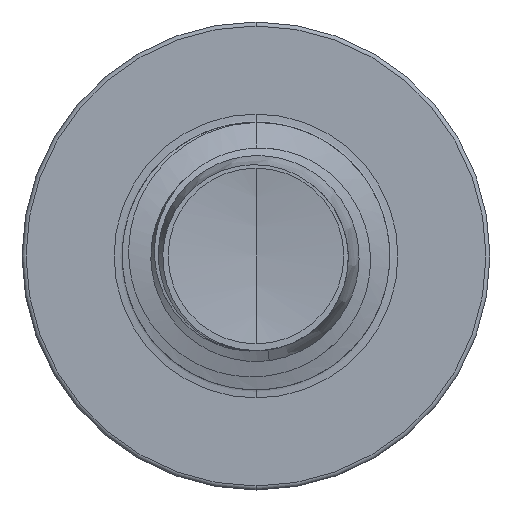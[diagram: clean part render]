
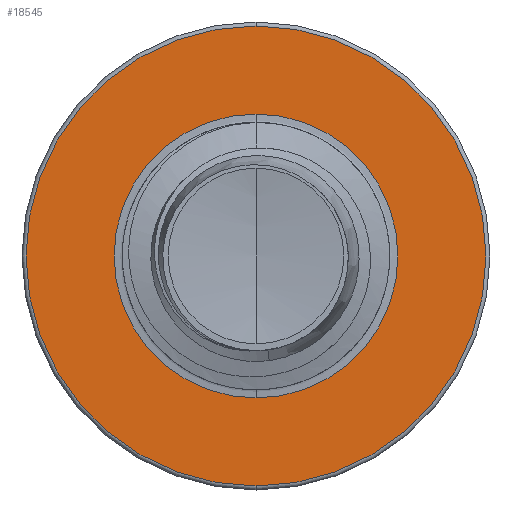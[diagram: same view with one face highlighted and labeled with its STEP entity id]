
A CAD part, front view. The second image highlights one B-rep face of the part: STEP entity #18545.
In plain terms, the highlighted planar face has unit normal (0, -1, 0).
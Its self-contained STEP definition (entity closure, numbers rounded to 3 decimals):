
#2193 = DIRECTION ( 'NONE',  ( 0., 0., 1. ) ) ;
#2201 = DIRECTION ( 'NONE',  ( 0., 1., 0. ) ) ;
#2227 = FACE_BOUND ( 'NONE', #15992, .T. ) ;
#2235 = CARTESIAN_POINT ( 'NONE',  ( 0., 9., 0. ) ) ;
#3007 = EDGE_CURVE ( 'NONE', #12265, #3425, #14025, .T. ) ;
#3425 = VERTEX_POINT ( 'NONE', #13389 ) ;
#4698 = EDGE_CURVE ( 'NONE', #14420, #10586, #10206, .T. ) ;
#5307 = ORIENTED_EDGE ( 'NONE', *, *, #18992, .T. ) ;
#8795 = EDGE_LOOP ( 'NONE', ( #10370, #14922 ) ) ;
#9132 = DIRECTION ( 'NONE',  ( 0., 0., 1. ) ) ;
#9172 = DIRECTION ( 'NONE',  ( 0., 1., 0. ) ) ;
#9222 = CARTESIAN_POINT ( 'NONE',  ( 0., 9., 0. ) ) ;
#10206 = CIRCLE ( 'NONE', #16423, 3.186 ) ;
#10370 = ORIENTED_EDGE ( 'NONE', *, *, #16303, .F. ) ;
#10586 = VERTEX_POINT ( 'NONE', #14144 ) ;
#10717 = AXIS2_PLACEMENT_3D ( 'NONE', #17485, #17470, #17457 ) ;
#11609 = AXIS2_PLACEMENT_3D ( 'NONE', #17860, #18870, #17316 ) ;
#12265 = VERTEX_POINT ( 'NONE', #14698 ) ;
#13380 = FACE_OUTER_BOUND ( 'NONE', #8795, .T. ) ;
#13389 = CARTESIAN_POINT ( 'NONE',  ( 0., 9., 5.16 ) ) ;
#13896 = CARTESIAN_POINT ( 'NONE',  ( 0., 9., 3.186 ) ) ;
#14025 = CIRCLE ( 'NONE', #11609, 5.16 ) ;
#14144 = CARTESIAN_POINT ( 'NONE',  ( 0., 9., -3.186 ) ) ;
#14420 = VERTEX_POINT ( 'NONE', #13896 ) ;
#14698 = CARTESIAN_POINT ( 'NONE',  ( 0., 9., -5.16 ) ) ;
#14922 = ORIENTED_EDGE ( 'NONE', *, *, #3007, .F. ) ;
#15792 = DIRECTION ( 'NONE',  ( 0., 0., 1. ) ) ;
#15811 = DIRECTION ( 'NONE',  ( 0., 1., 0. ) ) ;
#15817 = CARTESIAN_POINT ( 'NONE',  ( 0., 9., 0. ) ) ;
#15992 = EDGE_LOOP ( 'NONE', ( #19167, #5307 ) ) ;
#16280 = AXIS2_PLACEMENT_3D ( 'NONE', #2235, #2201, #2193 ) ;
#16303 = EDGE_CURVE ( 'NONE', #3425, #12265, #19316, .T. ) ;
#16423 = AXIS2_PLACEMENT_3D ( 'NONE', #15817, #15811, #15792 ) ;
#16992 = AXIS2_PLACEMENT_3D ( 'NONE', #9222, #9172, #9132 ) ;
#17316 = DIRECTION ( 'NONE',  ( 0., 0., 1. ) ) ;
#17457 = DIRECTION ( 'NONE',  ( 0., 0., 1. ) ) ;
#17470 = DIRECTION ( 'NONE',  ( 0., 1., 0. ) ) ;
#17485 = CARTESIAN_POINT ( 'NONE',  ( 0., 9., -3.186 ) ) ;
#17860 = CARTESIAN_POINT ( 'NONE',  ( 0., 9., 0. ) ) ;
#18215 = PLANE ( 'NONE',  #10717 ) ;
#18545 = ADVANCED_FACE ( 'NONE', ( #13380, #2227 ), #18215, .F. ) ;
#18870 = DIRECTION ( 'NONE',  ( 0., 1., 0. ) ) ;
#18992 = EDGE_CURVE ( 'NONE', #10586, #14420, #19286, .T. ) ;
#19167 = ORIENTED_EDGE ( 'NONE', *, *, #4698, .T. ) ;
#19286 = CIRCLE ( 'NONE', #16992, 3.186 ) ;
#19316 = CIRCLE ( 'NONE', #16280, 5.16 ) ;
